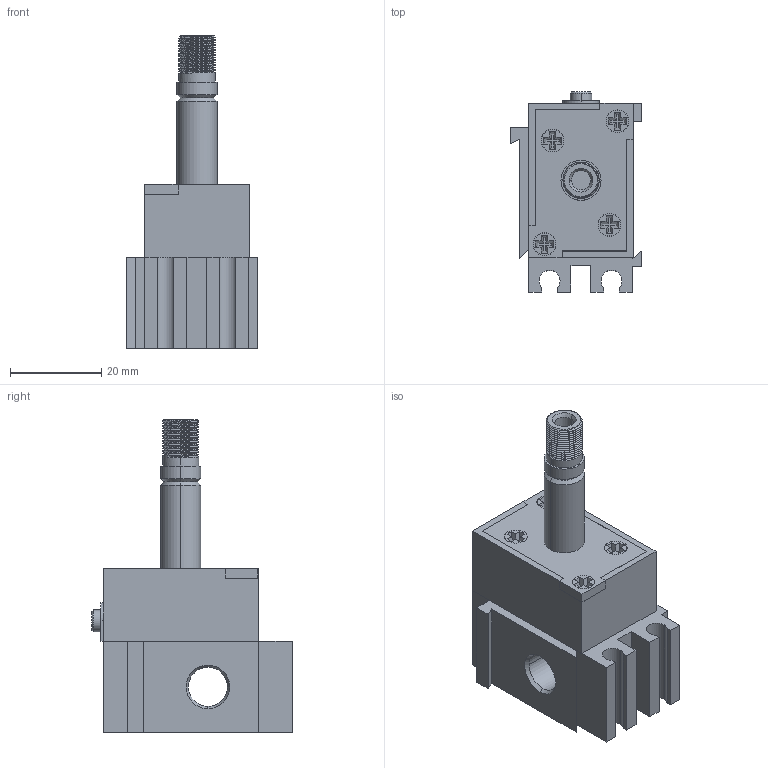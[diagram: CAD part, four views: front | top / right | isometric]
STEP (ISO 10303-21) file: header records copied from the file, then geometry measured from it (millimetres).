
FILE_DESCRIPTION (( 'STEP AP203' ), '1' );
FILE_NAME ('YSV311-DP.STEP', '2016-01-05T09:48:16', ( 'yrd8' ), ( '' ), 'SwSTEP 2.0', 'SolidWorks 2008', '' );
FILE_SCHEMA (( 'CONFIG_CONTROL_DESIGN' ));
Length unit declared in the file: millimetre
Products named in the file (3): YSV311-DP; YSV311 Body_ル遽; YSV311 Pilot_ル遽
Assembly tree (2 placements, depth 2):
  YSV311-DP
    YSV311 Pilot_ル遽
    YSV311 Body_ル遽
Bounding box: 28.8 x 44 x 68.7 mm (x, y, z)
Volume: 31313.9 mm3; surface area: 11561.2 mm2
Topology: 2 solids, 2 shells, 222 faces, 583 edges, 384 vertices
Faces by surface type: plane 129, cylinder 72, cone 19, bspline 2
Entity records: 8524 total; most frequent: CARTESIAN_POINT 2821, ORIENTED_EDGE 1166, DIRECTION 1074, EDGE_CURVE 583, LINE 408, VECTOR 408, VERTEX_POINT 384, AXIS2_PLACEMENT_3D 333
